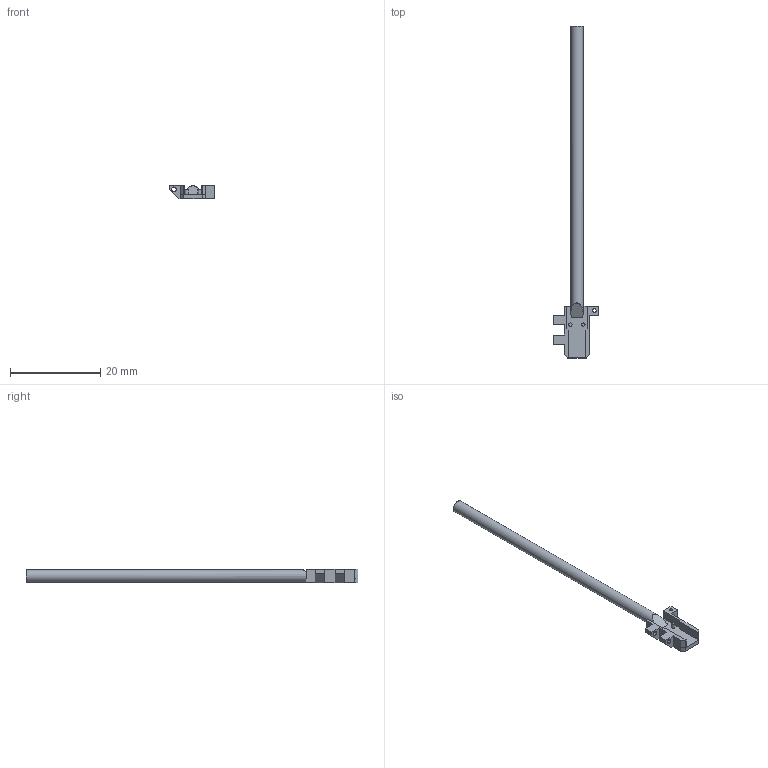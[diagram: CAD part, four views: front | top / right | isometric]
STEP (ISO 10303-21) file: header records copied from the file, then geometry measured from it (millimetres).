
FILE_DESCRIPTION(/* description */ (''),/* implementation_level */ '2;1');
FILE_NAME(/* name */ '20_probe_clamp_lower.step',/* time_stamp */ '2024-02-12T09:22:43-08:00',/* author */ (''),/* organization */ (''),/* preprocessor_version */ 'ST-DEVELOPER v20',/* originating_system */ 'Autodesk Translation Framework v12.14.0.127',/* authorisation */ '');
FILE_SCHEMA (('AUTOMOTIVE_DESIGN { 1 0 10303 214 3 1 1 }'));
Length unit declared in the file: millimetre
Products named in the file (1): npx 2.0 probe holder for Sam
Bounding box: 10.14 x 73.48 x 3 mm (x, y, z)
Volume: 485.5 mm3; surface area: 870.4 mm2
Topology: 1 solids, 1 shells, 51 faces, 139 edges, 92 vertices
Faces by surface type: plane 44, cylinder 7
Full cylindrical faces by diameter (mm): 0.7 x2, 0.769 x1, 1 x1, 2.7 x1
Entity records: 1641 total; most frequent: CARTESIAN_POINT 283, ORIENTED_EDGE 278, DIRECTION 259, EDGE_CURVE 139, LINE 123, VECTOR 123, VERTEX_POINT 92, AXIS2_PLACEMENT_3D 68
